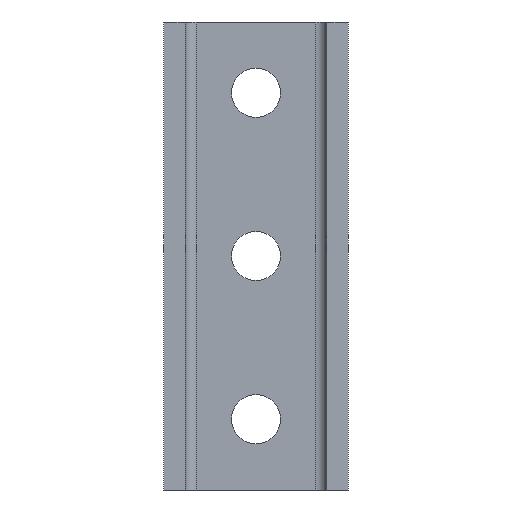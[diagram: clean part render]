
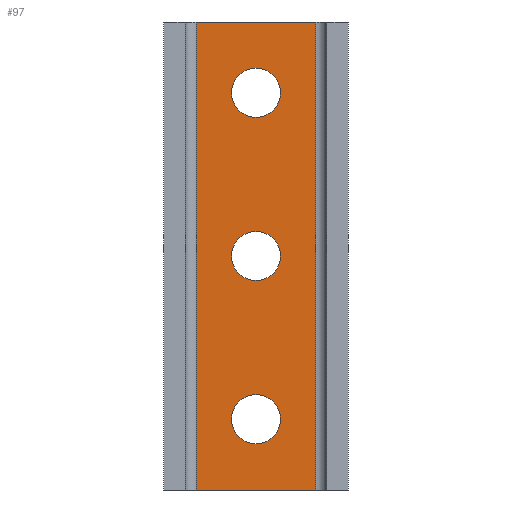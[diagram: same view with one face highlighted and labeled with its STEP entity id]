
A CAD part, front view. The second image highlights one B-rep face of the part: STEP entity #97.
In plain terms, the highlighted planar face has unit normal (0, -1, 0).
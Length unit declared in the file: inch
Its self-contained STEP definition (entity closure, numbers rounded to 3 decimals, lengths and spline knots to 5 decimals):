
#87=EDGE_CURVE('',#229,#230,#231,.T.);
#97=ADVANCED_FACE('',(#248,#249,#250,#251),#252,.T.);
#175=EDGE_CURVE('',#326,#300,#363,.T.);
#183=EDGE_CURVE('',#300,#230,#372,.T.);
#199=EDGE_CURVE('',#326,#229,#393,.T.);
#229=VERTEX_POINT('',#418);
#230=VERTEX_POINT('',#419);
#231=LINE('',#420,#421);
#248=FACE_BOUND('',#451,.T.);
#249=FACE_BOUND('',#452,.T.);
#250=FACE_BOUND('',#453,.T.);
#251=FACE_OUTER_BOUND('',#454,.T.);
#252=PLANE('',#455);
#300=VERTEX_POINT('',#553);
#326=VERTEX_POINT('',#600);
#363=LINE('',#685,#686);
#372=LINE('',#700,#701);
#393=LINE('',#757,#758);
#418=CARTESIAN_POINT('',(0.37488,0.81228,0.0));
#419=CARTESIAN_POINT('',(0.37488,0.81228,5.375));
#420=CARTESIAN_POINT('',(0.37488,0.81228,0.0));
#421=VECTOR('',#798,1.0);
#451=EDGE_LOOP('',(#808,#809,#810,#811));
#452=EDGE_LOOP('',(#812,#813,#814,#815));
#453=EDGE_LOOP('',(#816,#817,#818,#819));
#454=EDGE_LOOP('',(#820,#821,#822,#823));
#455=AXIS2_PLACEMENT_3D('',#824,#825,#826);
#553=CARTESIAN_POINT('',(1.74948,0.81228,5.375));
#600=CARTESIAN_POINT('',(1.74948,0.81228,0.0));
#685=CARTESIAN_POINT('',(1.74948,0.81228,0.0));
#686=VECTOR('',#944,1.0);
#700=CARTESIAN_POINT('',(1.74948,0.81228,5.375));
#701=VECTOR('',#963,1.0);
#757=CARTESIAN_POINT('',(1.74948,0.81228,0.0));
#758=VECTOR('',#1001,1.0);
#798=DIRECTION('',(0.0,0.0,1.0));
#808=ORIENTED_EDGE('',*,*,#1033,.T.);
#809=ORIENTED_EDGE('',*,*,#1034,.T.);
#810=ORIENTED_EDGE('',*,*,#1035,.T.);
#811=ORIENTED_EDGE('',*,*,#1036,.T.);
#812=ORIENTED_EDGE('',*,*,#1037,.T.);
#813=ORIENTED_EDGE('',*,*,#1038,.T.);
#814=ORIENTED_EDGE('',*,*,#1039,.T.);
#815=ORIENTED_EDGE('',*,*,#1040,.T.);
#816=ORIENTED_EDGE('',*,*,#1041,.T.);
#817=ORIENTED_EDGE('',*,*,#1042,.T.);
#818=ORIENTED_EDGE('',*,*,#1043,.T.);
#819=ORIENTED_EDGE('',*,*,#1030,.T.);
#820=ORIENTED_EDGE('',*,*,#183,.T.);
#821=ORIENTED_EDGE('',*,*,#87,.F.);
#822=ORIENTED_EDGE('',*,*,#199,.F.);
#823=ORIENTED_EDGE('',*,*,#175,.T.);
#824=CARTESIAN_POINT('',(1.06218,0.81228,0.0));
#825=DIRECTION('',(0.0,-1.0,0.0));
#826=DIRECTION('',(1.0,0.0,-0.0));
#944=DIRECTION('',(0.0,0.0,1.0));
#963=DIRECTION('',(-1.0,0.0,0.0));
#1001=DIRECTION('',(-1.0,0.0,0.0));
#1030=EDGE_CURVE('',#1096,#1094,#1097,.T.);
#1033=EDGE_CURVE('',#1100,#1101,#1102,.T.);
#1034=EDGE_CURVE('',#1101,#1103,#1104,.T.);
#1035=EDGE_CURVE('',#1103,#1105,#1106,.T.);
#1036=EDGE_CURVE('',#1105,#1100,#1107,.T.);
#1037=EDGE_CURVE('',#1108,#1109,#1110,.T.);
#1038=EDGE_CURVE('',#1109,#1111,#1112,.T.);
#1039=EDGE_CURVE('',#1111,#1113,#1114,.T.);
#1040=EDGE_CURVE('',#1113,#1108,#1115,.T.);
#1041=EDGE_CURVE('',#1094,#1116,#1117,.T.);
#1042=EDGE_CURVE('',#1116,#1118,#1119,.T.);
#1043=EDGE_CURVE('',#1118,#1096,#1120,.T.);
#1094=VERTEX_POINT('',#1184);
#1096=VERTEX_POINT('',#1187);
#1097=B_SPLINE_CURVE_WITH_KNOTS('',3,(#1188,#1189,#1190,#1191),.UNSPECIFIED.,.F.,.F.,(4,4),(-1.0,-0.0),.UNSPECIFIED.);
#1100=VERTEX_POINT('',#1195);
#1101=VERTEX_POINT('',#1196);
#1102=B_SPLINE_CURVE_WITH_KNOTS('',3,(#1197,#1198,#1199,#1200),.UNSPECIFIED.,.F.,.F.,(4,4),(-1.0,-0.0),.UNSPECIFIED.);
#1103=VERTEX_POINT('',#1201);
#1104=B_SPLINE_CURVE_WITH_KNOTS('',3,(#1202,#1203,#1204,#1205),.UNSPECIFIED.,.F.,.F.,(4,4),(-1.0,-0.0),.UNSPECIFIED.);
#1105=VERTEX_POINT('',#1206);
#1106=B_SPLINE_CURVE_WITH_KNOTS('',3,(#1207,#1208,#1209,#1210),.UNSPECIFIED.,.F.,.F.,(4,4),(-1.0,-0.0),.UNSPECIFIED.);
#1107=B_SPLINE_CURVE_WITH_KNOTS('',3,(#1211,#1212,#1213,#1214),.UNSPECIFIED.,.F.,.F.,(4,4),(-1.0,-0.0),.UNSPECIFIED.);
#1108=VERTEX_POINT('',#1215);
#1109=VERTEX_POINT('',#1216);
#1110=B_SPLINE_CURVE_WITH_KNOTS('',3,(#1217,#1218,#1219,#1220),.UNSPECIFIED.,.F.,.F.,(4,4),(-1.0,-0.0),.UNSPECIFIED.);
#1111=VERTEX_POINT('',#1221);
#1112=B_SPLINE_CURVE_WITH_KNOTS('',3,(#1222,#1223,#1224,#1225),.UNSPECIFIED.,.F.,.F.,(4,4),(-1.0,-0.0),.UNSPECIFIED.);
#1113=VERTEX_POINT('',#1226);
#1114=B_SPLINE_CURVE_WITH_KNOTS('',3,(#1227,#1228,#1229,#1230),.UNSPECIFIED.,.F.,.F.,(4,4),(-1.0,-0.0),.UNSPECIFIED.);
#1115=B_SPLINE_CURVE_WITH_KNOTS('',3,(#1231,#1232,#1233,#1234),.UNSPECIFIED.,.F.,.F.,(4,4),(-1.0,-0.0),.UNSPECIFIED.);
#1116=VERTEX_POINT('',#1235);
#1117=B_SPLINE_CURVE_WITH_KNOTS('',3,(#1236,#1237,#1238,#1239),.UNSPECIFIED.,.F.,.F.,(4,4),(-1.0,-0.0),.UNSPECIFIED.);
#1118=VERTEX_POINT('',#1240);
#1119=B_SPLINE_CURVE_WITH_KNOTS('',3,(#1241,#1242,#1243,#1244),.UNSPECIFIED.,.F.,.F.,(4,4),(-1.0,-0.0),.UNSPECIFIED.);
#1120=B_SPLINE_CURVE_WITH_KNOTS('',3,(#1245,#1246,#1247,#1248),.UNSPECIFIED.,.F.,.F.,(4,4),(-1.0,-0.0),.UNSPECIFIED.);
#1184=CARTESIAN_POINT('',(1.06218,0.81228,4.84375));
#1187=CARTESIAN_POINT('',(0.78093,0.81228,4.5625));
#1188=CARTESIAN_POINT('',(0.78093,0.81228,4.5625));
#1189=CARTESIAN_POINT('',(0.78093,0.81228,4.71783));
#1190=CARTESIAN_POINT('',(0.90685,0.81228,4.84375));
#1191=CARTESIAN_POINT('',(1.06218,0.81228,4.84375));
#1195=CARTESIAN_POINT('',(1.06218,0.81228,1.0939));
#1196=CARTESIAN_POINT('',(1.34343,0.81228,0.81265));
#1197=CARTESIAN_POINT('',(1.06218,0.81228,1.0939));
#1198=CARTESIAN_POINT('',(1.21751,0.81228,1.0939));
#1199=CARTESIAN_POINT('',(1.34343,0.81228,0.96798));
#1200=CARTESIAN_POINT('',(1.34343,0.81228,0.81265));
#1201=CARTESIAN_POINT('',(1.06218,0.81228,0.5314));
#1202=CARTESIAN_POINT('',(1.34343,0.81228,0.81265));
#1203=CARTESIAN_POINT('',(1.34343,0.81228,0.65732));
#1204=CARTESIAN_POINT('',(1.21751,0.81228,0.5314));
#1205=CARTESIAN_POINT('',(1.06218,0.81228,0.5314));
#1206=CARTESIAN_POINT('',(0.78093,0.81228,0.81265));
#1207=CARTESIAN_POINT('',(1.06218,0.81228,0.5314));
#1208=CARTESIAN_POINT('',(0.90685,0.81228,0.5314));
#1209=CARTESIAN_POINT('',(0.78093,0.81228,0.65732));
#1210=CARTESIAN_POINT('',(0.78093,0.81228,0.81265));
#1211=CARTESIAN_POINT('',(0.78093,0.81228,0.81265));
#1212=CARTESIAN_POINT('',(0.78093,0.81228,0.96798));
#1213=CARTESIAN_POINT('',(0.90685,0.81228,1.0939));
#1214=CARTESIAN_POINT('',(1.06218,0.81228,1.0939));
#1215=CARTESIAN_POINT('',(1.06218,0.81228,2.96882));
#1216=CARTESIAN_POINT('',(1.34343,0.81228,2.68757));
#1217=CARTESIAN_POINT('',(1.06218,0.81228,2.96882));
#1218=CARTESIAN_POINT('',(1.21751,0.81228,2.96882));
#1219=CARTESIAN_POINT('',(1.34343,0.81228,2.8429));
#1220=CARTESIAN_POINT('',(1.34343,0.81228,2.68757));
#1221=CARTESIAN_POINT('',(1.06218,0.81228,2.40632));
#1222=CARTESIAN_POINT('',(1.34343,0.81228,2.68757));
#1223=CARTESIAN_POINT('',(1.34343,0.81228,2.53225));
#1224=CARTESIAN_POINT('',(1.21751,0.81228,2.40632));
#1225=CARTESIAN_POINT('',(1.06218,0.81228,2.40632));
#1226=CARTESIAN_POINT('',(0.78093,0.81228,2.68757));
#1227=CARTESIAN_POINT('',(1.06218,0.81228,2.40632));
#1228=CARTESIAN_POINT('',(0.90685,0.81228,2.40632));
#1229=CARTESIAN_POINT('',(0.78093,0.81228,2.53225));
#1230=CARTESIAN_POINT('',(0.78093,0.81228,2.68757));
#1231=CARTESIAN_POINT('',(0.78093,0.81228,2.68757));
#1232=CARTESIAN_POINT('',(0.78093,0.81228,2.8429));
#1233=CARTESIAN_POINT('',(0.90685,0.81228,2.96882));
#1234=CARTESIAN_POINT('',(1.06218,0.81228,2.96882));
#1235=CARTESIAN_POINT('',(1.34343,0.81228,4.5625));
#1236=CARTESIAN_POINT('',(1.06218,0.81228,4.84375));
#1237=CARTESIAN_POINT('',(1.21751,0.81228,4.84375));
#1238=CARTESIAN_POINT('',(1.34343,0.81228,4.71783));
#1239=CARTESIAN_POINT('',(1.34343,0.81228,4.5625));
#1240=CARTESIAN_POINT('',(1.06218,0.81228,4.28125));
#1241=CARTESIAN_POINT('',(1.34343,0.81228,4.5625));
#1242=CARTESIAN_POINT('',(1.34343,0.81228,4.40717));
#1243=CARTESIAN_POINT('',(1.21751,0.81228,4.28125));
#1244=CARTESIAN_POINT('',(1.06218,0.81228,4.28125));
#1245=CARTESIAN_POINT('',(1.06218,0.81228,4.28125));
#1246=CARTESIAN_POINT('',(0.90685,0.81228,4.28125));
#1247=CARTESIAN_POINT('',(0.78093,0.81228,4.40717));
#1248=CARTESIAN_POINT('',(0.78093,0.81228,4.5625));
